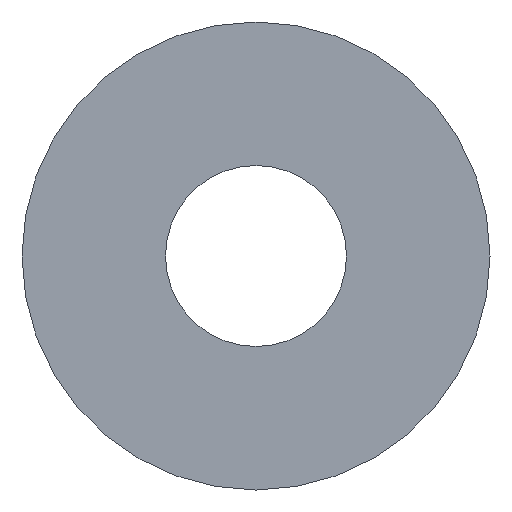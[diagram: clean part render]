
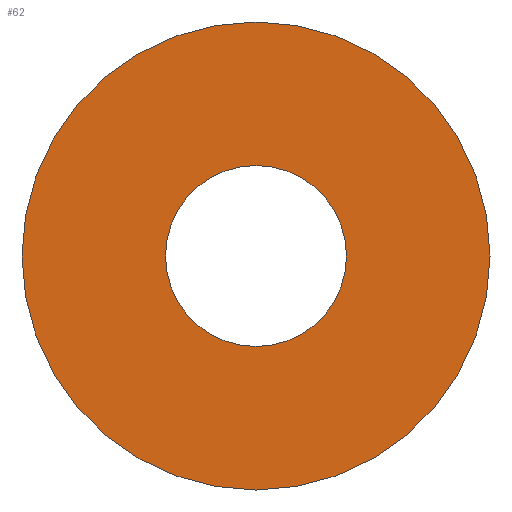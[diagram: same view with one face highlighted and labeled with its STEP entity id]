
A CAD part, front view. The second image highlights one B-rep face of the part: STEP entity #62.
In plain terms, the highlighted planar face has unit normal (0, -1, 0).
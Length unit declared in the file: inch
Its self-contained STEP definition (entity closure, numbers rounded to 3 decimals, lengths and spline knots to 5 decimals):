
#15=FACE_BOUND('',#25,.T.);
#17=PLANE('',#90);
#20=FACE_OUTER_BOUND('',#24,.T.);
#24=EDGE_LOOP('',(#51));
#25=EDGE_LOOP('',(#52));
#34=CIRCLE('',#89,0.133);
#35=CIRCLE('',#91,0.34375);
#38=VERTEX_POINT('',#119);
#39=VERTEX_POINT('',#123);
#43=EDGE_CURVE('',#38,#38,#34,.T.);
#44=EDGE_CURVE('',#39,#39,#35,.T.);
#51=ORIENTED_EDGE('',*,*,#44,.T.);
#52=ORIENTED_EDGE('',*,*,#43,.T.);
#62=ADVANCED_FACE('',(#20,#15),#17,.F.);
#89=AXIS2_PLACEMENT_3D('',#121,#102,#103);
#90=AXIS2_PLACEMENT_3D('',#122,#104,#105);
#91=AXIS2_PLACEMENT_3D('',#124,#106,#107);
#102=DIRECTION('center_axis',(0.,1.,0.));
#103=DIRECTION('ref_axis',(1.,0.,0.));
#104=DIRECTION('center_axis',(0.,1.,0.));
#105=DIRECTION('ref_axis',(0.,0.,1.));
#106=DIRECTION('center_axis',(0.,-1.,0.));
#107=DIRECTION('ref_axis',(-1.,0.,0.));
#119=CARTESIAN_POINT('',(-0.133,-0.15625,0.));
#121=CARTESIAN_POINT('Origin',(0.,-0.15625,0.));
#122=CARTESIAN_POINT('Origin',(0.,-0.15625,0.));
#123=CARTESIAN_POINT('',(0.34375,-0.15625,0.));
#124=CARTESIAN_POINT('Origin',(0.,-0.15625,0.));
